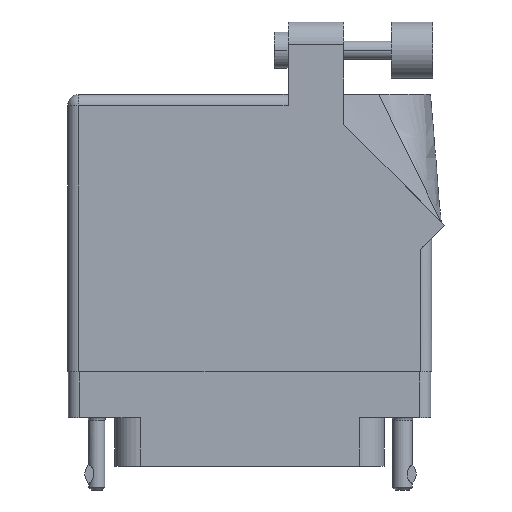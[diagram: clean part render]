
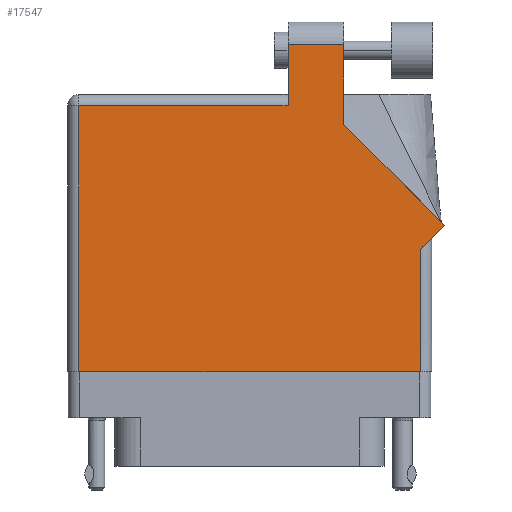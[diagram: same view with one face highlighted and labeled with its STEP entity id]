
A CAD part, front view. The second image highlights one B-rep face of the part: STEP entity #17547.
In plain terms, the highlighted face is planar.
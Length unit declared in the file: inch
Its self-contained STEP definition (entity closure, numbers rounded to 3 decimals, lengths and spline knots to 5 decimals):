
#1647 = LINE ( 'NONE', #45389, #27805 ) ;
#2205 = EDGE_LOOP ( 'NONE', ( #34977, #38644, #37007, #41691, #43457, #4545, #39707, #22436, #4106 ) ) ;
#2969 = EDGE_CURVE ( 'NONE', #48862, #9465, #23379, .T. ) ;
#3122 = VECTOR ( 'NONE', #12801, 39.37008 ) ;
#3402 = VERTEX_POINT ( 'NONE', #29904 ) ;
#4106 = ORIENTED_EDGE ( 'NONE', *, *, #41629, .T. ) ;
#4545 = ORIENTED_EDGE ( 'NONE', *, *, #41530, .T. ) ;
#5059 = CARTESIAN_POINT ( 'NONE',  ( -1.005, 1.43, 0.455 ) ) ;
#5329 = CARTESIAN_POINT ( 'NONE',  ( 0.943, 0.637, 0.455 ) ) ;
#5923 = CARTESIAN_POINT ( 'NONE',  ( 0.519, 1.26442, 0.455 ) ) ;
#6012 = CARTESIAN_POINT ( 'NONE',  ( 1.07571, 0.70771, 0.455 ) ) ;
#6113 = CARTESIAN_POINT ( 'NONE',  ( 0.519, 1.26442, 0.455 ) ) ;
#7625 = CARTESIAN_POINT ( 'NONE',  ( -1.005, 1.368, 0.455 ) ) ;
#8075 = DIRECTION ( 'NONE',  ( -1., 0., 0. ) ) ;
#8497 = CARTESIAN_POINT ( 'NONE',  ( -1.005, -0.1, 0.455 ) ) ;
#8649 = VECTOR ( 'NONE', #40107, 39.37008 ) ;
#8661 = CARTESIAN_POINT ( 'NONE',  ( 0.212, 1.705, 0.455 ) ) ;
#9325 = FACE_OUTER_BOUND ( 'NONE', #2205, .T. ) ;
#9465 = VERTEX_POINT ( 'NONE', #13601 ) ;
#9673 = VECTOR ( 'NONE', #23100, 39.37008 ) ;
#10511 = VECTOR ( 'NONE', #22700, 39.37008 ) ;
#10876 = DIRECTION ( 'NONE',  ( 0., -1., 0. ) ) ;
#12523 = VERTEX_POINT ( 'NONE', #39841 ) ;
#12801 = DIRECTION ( 'NONE',  ( 0., 1., 0. ) ) ;
#12873 = LINE ( 'NONE', #6113, #8649 ) ;
#13221 = VERTEX_POINT ( 'NONE', #8661 ) ;
#13222 = LINE ( 'NONE', #5329, #3122 ) ;
#13601 = CARTESIAN_POINT ( 'NONE',  ( -0.943, 1.368, 0.455 ) ) ;
#14035 = EDGE_CURVE ( 'NONE', #14482, #13221, #21452, .T. ) ;
#14482 = VERTEX_POINT ( 'NONE', #32362 ) ;
#15431 = CARTESIAN_POINT ( 'NONE',  ( 0.212, 1.368, 0.455 ) ) ;
#15865 = LINE ( 'NONE', #8497, #23029 ) ;
#16101 = VERTEX_POINT ( 'NONE', #47511 ) ;
#16548 = DIRECTION ( 'NONE',  ( 0.707, 0.707, 0. ) ) ;
#17313 = EDGE_CURVE ( 'NONE', #9465, #12523, #28387, .T. ) ;
#17321 = EDGE_CURVE ( 'NONE', #13221, #48862, #1647, .T. ) ;
#17465 = DIRECTION ( 'NONE',  ( -0.707, 0.707, 0. ) ) ;
#17547 = ADVANCED_FACE ( 'NONE', ( #9325 ), #27675, .F. ) ;
#21452 = LINE ( 'NONE', #30906, #42403 ) ;
#22279 = LINE ( 'NONE', #6012, #22858 ) ;
#22436 = ORIENTED_EDGE ( 'NONE', *, *, #34478, .T. ) ;
#22700 = DIRECTION ( 'NONE',  ( 0., -1., 0. ) ) ;
#22858 = VECTOR ( 'NONE', #17465, 39.37008 ) ;
#23029 = VECTOR ( 'NONE', #23661, 39.37008 ) ;
#23100 = DIRECTION ( 'NONE',  ( -1., 0., 0. ) ) ;
#23379 = LINE ( 'NONE', #7625, #9673 ) ;
#23661 = DIRECTION ( 'NONE',  ( 1., 0., 0. ) ) ;
#27489 = CARTESIAN_POINT ( 'NONE',  ( 0.943, 0.575, 0.455 ) ) ;
#27675 = PLANE ( 'NONE',  #41290 ) ;
#27805 = VECTOR ( 'NONE', #10876, 39.37008 ) ;
#27834 = DIRECTION ( 'NONE',  ( -1., 0., 0. ) ) ;
#28387 = LINE ( 'NONE', #43801, #10511 ) ;
#29904 = CARTESIAN_POINT ( 'NONE',  ( 1.07571, 0.70771, 0.455 ) ) ;
#30906 = CARTESIAN_POINT ( 'NONE',  ( 0.212, 1.705, 0.455 ) ) ;
#32362 = CARTESIAN_POINT ( 'NONE',  ( 0.519, 1.705, 0.455 ) ) ;
#34478 = EDGE_CURVE ( 'NONE', #35001, #3402, #46664, .T. ) ;
#34977 = ORIENTED_EDGE ( 'NONE', *, *, #44452, .T. ) ;
#35001 = VERTEX_POINT ( 'NONE', #27489 ) ;
#37007 = ORIENTED_EDGE ( 'NONE', *, *, #17321, .T. ) ;
#38319 = VECTOR ( 'NONE', #16548, 39.37008 ) ;
#38644 = ORIENTED_EDGE ( 'NONE', *, *, #14035, .T. ) ;
#39424 = CARTESIAN_POINT ( 'NONE',  ( 1.005, 0.637, 0.455 ) ) ;
#39707 = ORIENTED_EDGE ( 'NONE', *, *, #48243, .T. ) ;
#39841 = CARTESIAN_POINT ( 'NONE',  ( -0.943, -0.1, 0.455 ) ) ;
#40107 = DIRECTION ( 'NONE',  ( 0., 1., 0. ) ) ;
#41290 = AXIS2_PLACEMENT_3D ( 'NONE', #5059, #46687, #27834 ) ;
#41530 = EDGE_CURVE ( 'NONE', #12523, #16101, #15865, .T. ) ;
#41629 = EDGE_CURVE ( 'NONE', #3402, #46577, #22279, .T. ) ;
#41691 = ORIENTED_EDGE ( 'NONE', *, *, #2969, .T. ) ;
#42403 = VECTOR ( 'NONE', #8075, 39.37008 ) ;
#43457 = ORIENTED_EDGE ( 'NONE', *, *, #17313, .T. ) ;
#43801 = CARTESIAN_POINT ( 'NONE',  ( -0.943, -0.1, 0.455 ) ) ;
#44452 = EDGE_CURVE ( 'NONE', #46577, #14482, #12873, .T. ) ;
#45389 = CARTESIAN_POINT ( 'NONE',  ( 0.212, 1.43, 0.455 ) ) ;
#46577 = VERTEX_POINT ( 'NONE', #5923 ) ;
#46664 = LINE ( 'NONE', #39424, #38319 ) ;
#46687 = DIRECTION ( 'NONE',  ( 0., 0., -1. ) ) ;
#47511 = CARTESIAN_POINT ( 'NONE',  ( 0.943, -0.1, 0.455 ) ) ;
#48243 = EDGE_CURVE ( 'NONE', #16101, #35001, #13222, .T. ) ;
#48862 = VERTEX_POINT ( 'NONE', #15431 ) ;
